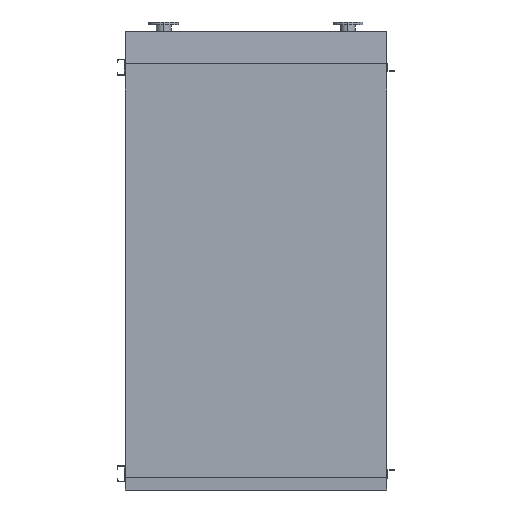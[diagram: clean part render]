
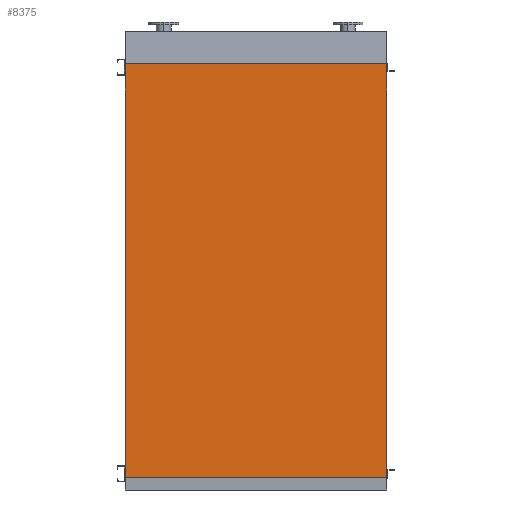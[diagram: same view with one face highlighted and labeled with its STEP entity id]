
A CAD part, front view. The second image highlights one B-rep face of the part: STEP entity #8375.
In plain terms, the highlighted planar face has unit normal (0, -1, 0).
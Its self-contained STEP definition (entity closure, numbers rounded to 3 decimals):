
#124 = EDGE_CURVE ( 'NONE', #4163, #6268, #10237, .T. ) ;
#516 = VECTOR ( 'NONE', #9842, 1000. ) ;
#619 = ORIENTED_EDGE ( 'NONE', *, *, #7016, .F. ) ;
#838 = VECTOR ( 'NONE', #10339, 1000. ) ;
#885 = DIRECTION ( 'NONE',  ( 0., 0., 1. ) ) ;
#1430 = VERTEX_POINT ( 'NONE', #6321 ) ;
#1483 = FACE_OUTER_BOUND ( 'NONE', #5108, .T. ) ;
#1661 = CARTESIAN_POINT ( 'NONE',  ( 965., 0., -3050. ) ) ;
#1678 = EDGE_CURVE ( 'NONE', #1430, #6578, #4807, .T. ) ;
#2132 = EDGE_CURVE ( 'NONE', #6268, #6578, #9731, .T. ) ;
#2441 = CARTESIAN_POINT ( 'NONE',  ( -965., 0., -3050. ) ) ;
#2906 = VECTOR ( 'NONE', #4822, 1000. ) ;
#4163 = VERTEX_POINT ( 'NONE', #10966 ) ;
#4807 = LINE ( 'NONE', #8506, #838 ) ;
#4822 = DIRECTION ( 'NONE',  ( 1., 0., 0. ) ) ;
#5108 = EDGE_LOOP ( 'NONE', ( #11459, #619, #7366, #9524 ) ) ;
#6268 = VERTEX_POINT ( 'NONE', #7573 ) ;
#6321 = CARTESIAN_POINT ( 'NONE',  ( -965., 0., 0. ) ) ;
#6578 = VERTEX_POINT ( 'NONE', #11641 ) ;
#7016 = EDGE_CURVE ( 'NONE', #4163, #1430, #9019, .T. ) ;
#7292 = AXIS2_PLACEMENT_3D ( 'NONE', #2441, #11383, #8452 ) ;
#7366 = ORIENTED_EDGE ( 'NONE', *, *, #124, .T. ) ;
#7573 = CARTESIAN_POINT ( 'NONE',  ( 965., 0., -3050. ) ) ;
#8294 = CARTESIAN_POINT ( 'NONE',  ( -965., 0., -3050. ) ) ;
#8375 = ADVANCED_FACE ( 'NONE', ( #1483 ), #9727, .T. ) ;
#8452 = DIRECTION ( 'NONE',  ( 0., 0., -1. ) ) ;
#8506 = CARTESIAN_POINT ( 'NONE',  ( -965., 0., 0. ) ) ;
#9019 = LINE ( 'NONE', #10729, #516 ) ;
#9524 = ORIENTED_EDGE ( 'NONE', *, *, #2132, .T. ) ;
#9727 = PLANE ( 'NONE',  #7292 ) ;
#9731 = LINE ( 'NONE', #1661, #11574 ) ;
#9842 = DIRECTION ( 'NONE',  ( 0., 0., 1. ) ) ;
#10237 = LINE ( 'NONE', #8294, #2906 ) ;
#10339 = DIRECTION ( 'NONE',  ( 1., 0., 0. ) ) ;
#10729 = CARTESIAN_POINT ( 'NONE',  ( -965., 0., -3050. ) ) ;
#10966 = CARTESIAN_POINT ( 'NONE',  ( -965., 0., -3050. ) ) ;
#11383 = DIRECTION ( 'NONE',  ( 0., -1., 0. ) ) ;
#11459 = ORIENTED_EDGE ( 'NONE', *, *, #1678, .F. ) ;
#11574 = VECTOR ( 'NONE', #885, 1000. ) ;
#11641 = CARTESIAN_POINT ( 'NONE',  ( 965., 0., 0. ) ) ;
